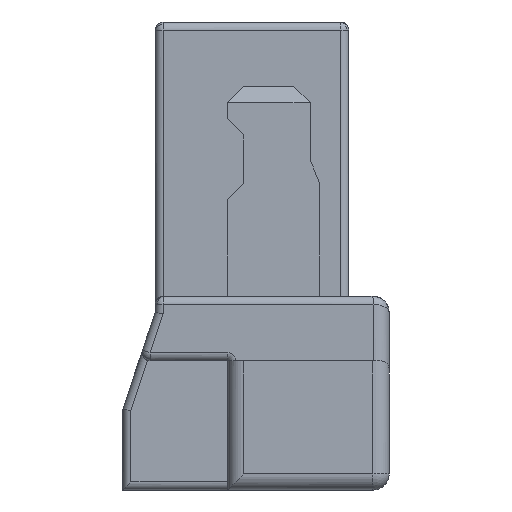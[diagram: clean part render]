
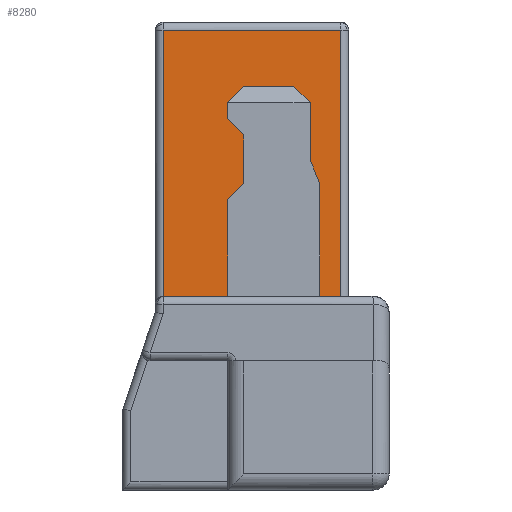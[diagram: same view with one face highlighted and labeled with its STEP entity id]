
A CAD part, left-side view. The second image highlights one B-rep face of the part: STEP entity #8280.
In plain terms, the highlighted planar face has unit normal (-1, 0, 0).
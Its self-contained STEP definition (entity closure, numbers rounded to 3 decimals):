
#4340=CARTESIAN_POINT('',(-8.09,1.4,1.2));
#4350=VERTEX_POINT('',#4340);
#6950=CARTESIAN_POINT('',(-8.09,0.715,1.8));
#6960=DIRECTION('',(1.,0.,0.));
#6970=DIRECTION('',(0.,1.,0.));
#6980=AXIS2_PLACEMENT_3D('',#6950,#6960,#6970);
#6990=PLANE('',#6980);
#7000=CARTESIAN_POINT('',(-8.09,0.49,2.4));
#7010=DIRECTION('',(0.,0.707,0.707));
#7020=VECTOR('',#7010,1.);
#7030=LINE('',#7000,#7020);
#7040=CARTESIAN_POINT('',(-8.09,0.49,2.4));
#7050=VERTEX_POINT('',#7040);
#7060=CARTESIAN_POINT('',(-8.09,0.59,2.5));
#7070=VERTEX_POINT('',#7060);
#7080=EDGE_CURVE('',#7050,#7070,#7030,.T.);
#7090=ORIENTED_EDGE('',*,*,#7080,.F.);
#7100=CARTESIAN_POINT('',(-8.09,0.9,2.5));
#7110=DIRECTION('',(0.,-1.,0.));
#7120=VECTOR('',#7110,0.37);
#7130=LINE('',#7100,#7120);
#7140=CARTESIAN_POINT('',(-8.09,0.9,2.5));
#7150=VERTEX_POINT('',#7140);
#7160=EDGE_CURVE('',#7150,#7070,#7130,.T.);
#7170=ORIENTED_EDGE('',*,*,#7160,.T.);
#7180=CARTESIAN_POINT('',(-8.09,0.9,2.5));
#7190=DIRECTION('',(0.,0.707,-0.707));
#7200=VECTOR('',#7190,0.141);
#7210=LINE('',#7180,#7200);
#7220=CARTESIAN_POINT('',(-8.09,1.,2.4));
#7230=VERTEX_POINT('',#7220);
#7240=EDGE_CURVE('',#7150,#7230,#7210,.T.);
#7250=ORIENTED_EDGE('',*,*,#7240,.F.);
#7260=CARTESIAN_POINT('',(-8.09,1.,2.3));
#7270=DIRECTION('',(0.,0.,1.));
#7280=VECTOR('',#7270,0.1);
#7290=LINE('',#7260,#7280);
#7300=CARTESIAN_POINT('',(-8.09,1.,2.3));
#7310=VERTEX_POINT('',#7300);
#7320=EDGE_CURVE('',#7310,#7230,#7290,.T.);
#7330=ORIENTED_EDGE('',*,*,#7320,.T.);
#7340=CARTESIAN_POINT('',(-8.09,1.,2.3));
#7350=DIRECTION('',(0.,-0.707,-0.707));
#7360=VECTOR('',#7350,0.141);
#7370=LINE('',#7340,#7360);
#7380=CARTESIAN_POINT('',(-8.09,0.9,2.2));
#7390=VERTEX_POINT('',#7380);
#7400=EDGE_CURVE('',#7310,#7390,#7370,.T.);
#7410=ORIENTED_EDGE('',*,*,#7400,.F.);
#7420=CARTESIAN_POINT('',(-8.09,0.9,1.9));
#7430=DIRECTION('',(0.,0.,1.));
#7440=VECTOR('',#7430,0.3);
#7450=LINE('',#7420,#7440);
#7460=CARTESIAN_POINT('',(-8.09,0.9,1.9));
#7470=VERTEX_POINT('',#7460);
#7480=EDGE_CURVE('',#7470,#7390,#7450,.T.);
#7490=ORIENTED_EDGE('',*,*,#7480,.T.);
#7500=CARTESIAN_POINT('',(-8.09,0.9,1.9));
#7510=DIRECTION('',(0.,0.707,-0.707));
#7520=VECTOR('',#7510,0.141);
#7530=LINE('',#7500,#7520);
#7540=CARTESIAN_POINT('',(-8.09,1.,1.8));
#7550=VERTEX_POINT('',#7540);
#7560=EDGE_CURVE('',#7470,#7550,#7530,.T.);
#7570=ORIENTED_EDGE('',*,*,#7560,.F.);
#7580=CARTESIAN_POINT('',(-8.09,1.,1.2));
#7590=DIRECTION('',(0.,0.,1.));
#7600=VECTOR('',#7590,0.6);
#7610=LINE('',#7580,#7600);
#7620=CARTESIAN_POINT('',(-8.09,1.,1.2));
#7630=VERTEX_POINT('',#7620);
#7640=EDGE_CURVE('',#7630,#7550,#7610,.T.);
#7650=ORIENTED_EDGE('',*,*,#7640,.T.);
#7660=CARTESIAN_POINT('',(-8.09,1.,1.2));
#7670=DIRECTION('',(0.,1.,0.));
#7680=VECTOR('',#7670,0.4);
#7690=LINE('',#7660,#7680);
#7700=EDGE_CURVE('',#7630,#4350,#7690,.T.);
#7710=ORIENTED_EDGE('',*,*,#7700,.F.);
#7720=CARTESIAN_POINT('',(-8.09,1.4,2.884));
#7730=DIRECTION('',(0.,0.,-1.));
#7740=VECTOR('',#7730,1.);
#7750=LINE('',#7720,#7740);
#7760=CARTESIAN_POINT('',(-8.09,1.4,2.85));
#7770=VERTEX_POINT('',#7760);
#7780=EDGE_CURVE('',#7770,#4350,#7750,.T.);
#7790=ORIENTED_EDGE('',*,*,#7780,.T.);
#7800=CARTESIAN_POINT('',(-8.09,1.4,2.85));
#7810=DIRECTION('',(0.,-1.,0.));
#7820=VECTOR('',#7810,1.1);
#7830=LINE('',#7800,#7820);
#7840=CARTESIAN_POINT('',(-8.09,0.3,2.85));
#7850=VERTEX_POINT('',#7840);
#7860=EDGE_CURVE('',#7770,#7850,#7830,.T.);
#7870=ORIENTED_EDGE('',*,*,#7860,.F.);
#7880=CARTESIAN_POINT('',(-8.09,0.3,1.167));
#7890=DIRECTION('',(0.,0.,1.));
#7900=VECTOR('',#7890,1.);
#7910=LINE('',#7880,#7900);
#7920=CARTESIAN_POINT('',(-8.09,0.3,1.2));
#7930=VERTEX_POINT('',#7920);
#7940=EDGE_CURVE('',#7930,#7850,#7910,.T.);
#7950=ORIENTED_EDGE('',*,*,#7940,.T.);
#7960=CARTESIAN_POINT('',(-8.09,0.3,1.2));
#7970=DIRECTION('',(0.,1.,0.));
#7980=VECTOR('',#7970,0.13);
#7990=LINE('',#7960,#7980);
#8000=CARTESIAN_POINT('',(-8.09,0.43,1.2));
#8010=VERTEX_POINT('',#8000);
#8020=EDGE_CURVE('',#7930,#8010,#7990,.T.);
#8030=ORIENTED_EDGE('',*,*,#8020,.F.);
#8040=CARTESIAN_POINT('',(-8.09,0.43,2.4));
#8050=DIRECTION('',(0.,0.,-1.));
#8060=VECTOR('',#8050,1.2);
#8070=LINE('',#8040,#8060);
#8080=CARTESIAN_POINT('',(-8.09,0.43,1.9));
#8090=VERTEX_POINT('',#8080);
#8100=EDGE_CURVE('',#8090,#8010,#8070,.T.);
#8110=ORIENTED_EDGE('',*,*,#8100,.T.);
#8120=CARTESIAN_POINT('',(-8.09,0.43,1.9));
#8130=DIRECTION('',(0.,0.38,0.925));
#8140=VECTOR('',#8130,1.);
#8150=LINE('',#8120,#8140);
#8160=CARTESIAN_POINT('',(-8.09,0.49,2.046));
#8170=VERTEX_POINT('',#8160);
#8180=EDGE_CURVE('',#8090,#8170,#8150,.T.);
#8190=ORIENTED_EDGE('',*,*,#8180,.F.);
#8200=CARTESIAN_POINT('',(-8.09,0.49,2.046));
#8210=DIRECTION('',(0.,0.,1.));
#8220=VECTOR('',#8210,1.);
#8230=LINE('',#8200,#8220);
#8240=EDGE_CURVE('',#8170,#7050,#8230,.T.);
#8250=ORIENTED_EDGE('',*,*,#8240,.F.);
#8260=EDGE_LOOP('',(#8250,#8190,#8110,#8030,#7950,#7870,#7790,#7710,
#7650,#7570,#7490,#7410,#7330,#7250,#7170,#7090));
#8270=FACE_OUTER_BOUND('',#8260,.T.);
#8280=ADVANCED_FACE('',(#8270),#6990,.F.);
